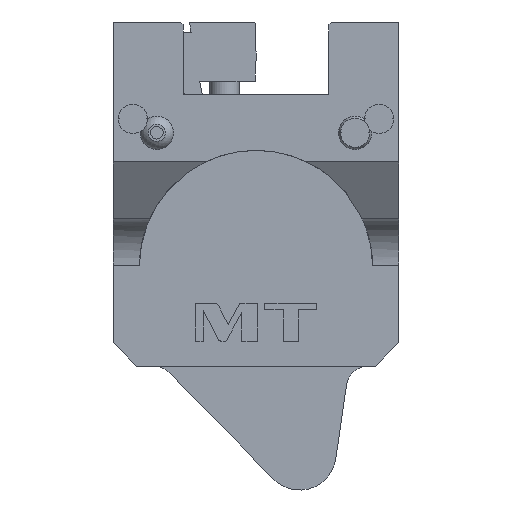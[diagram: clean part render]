
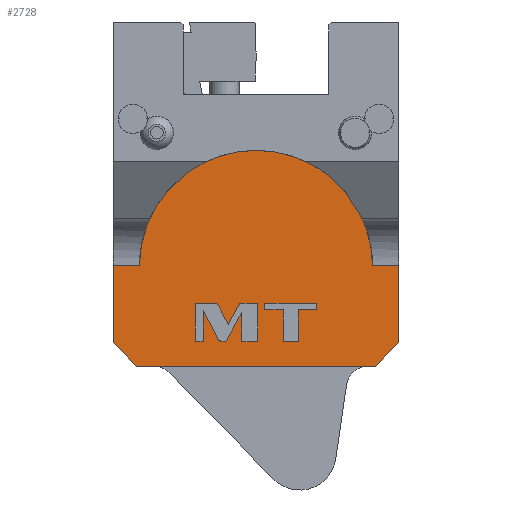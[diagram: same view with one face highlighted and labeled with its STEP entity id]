
A CAD part, left-side view. The second image highlights one B-rep face of the part: STEP entity #2728.
In plain terms, the highlighted planar face has unit normal (-1, 0, 0).
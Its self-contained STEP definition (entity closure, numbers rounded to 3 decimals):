
#77=CARTESIAN_POINT('',(-35.,0.,-6.));
#78=DIRECTION('',(-1.,0.,0.));
#79=DIRECTION('',(0.,-1.,0.014));
#80=AXIS2_PLACEMENT_3D('',#77,#78,#79);
#87=DIRECTION('',(0.,-1.,0.));
#88=VECTOR('',#87,9.004);
#89=CARTESIAN_POINT('',(-35.,49.,-5.437));
#90=LINE('',#89,#88);
#91=DIRECTION('',(0.,-1.,0.));
#92=VECTOR('',#91,9.004);
#93=CARTESIAN_POINT('',(-35.,-39.996,-5.437));
#94=LINE('',#93,#92);
#95=DIRECTION('',(0.,-0.707,0.707));
#96=VECTOR('',#95,11.314);
#97=CARTESIAN_POINT('',(-35.,-41.,-40.));
#98=LINE('',#97,#96);
#99=DIRECTION('',(0.,-0.707,-0.707));
#100=VECTOR('',#99,11.314);
#101=CARTESIAN_POINT('',(-35.,49.,-32.));
#102=LINE('',#101,#100);
#103=CARTESIAN_POINT('',(-35.,12.852,-19.346));
#104=CARTESIAN_POINT('',(-35.,13.122,-18.824));
#105=CARTESIAN_POINT('',(-35.,13.655,-18.5));
#106=CARTESIAN_POINT('',(-35.,14.242,-18.5));
#108=DIRECTION('',(0.,1.,0.));
#109=VECTOR('',#108,6.535);
#110=CARTESIAN_POINT('',(-35.,14.242,-18.5));
#111=LINE('',#110,#109);
#112=DIRECTION('',(0.,0.,-1.));
#113=VECTOR('',#112,13.);
#114=CARTESIAN_POINT('',(-35.,20.777,-18.5));
#115=LINE('',#114,#113);
#116=DIRECTION('',(0.,-1.,0.));
#117=VECTOR('',#116,2.704);
#118=CARTESIAN_POINT('',(-35.,20.777,-31.5));
#119=LINE('',#118,#117);
#120=DIRECTION('',(0.,0.,1.));
#121=VECTOR('',#120,10.531);
#122=CARTESIAN_POINT('',(-35.,18.073,-31.5));
#123=LINE('',#122,#121);
#124=DIRECTION('',(0.,-0.459,-0.888));
#125=VECTOR('',#124,10.903);
#126=CARTESIAN_POINT('',(-35.,18.073,-20.969));
#127=LINE('',#126,#125);
#128=CARTESIAN_POINT('',(-35.,13.065,-30.654));
#129=CARTESIAN_POINT('',(-35.,12.795,-31.177));
#130=CARTESIAN_POINT('',(-35.,12.261,-31.5));
#131=CARTESIAN_POINT('',(-35.,11.673,-31.5));
#133=DIRECTION('',(0.,-1.,0.));
#134=VECTOR('',#133,1.356);
#135=CARTESIAN_POINT('',(-35.,11.673,-31.5));
#136=LINE('',#135,#134);
#137=DIRECTION('',(0.,-0.481,0.877));
#138=VECTOR('',#137,11.28);
#139=CARTESIAN_POINT('',(-35.,10.317,-31.5));
#140=LINE('',#139,#138);
#141=DIRECTION('',(0.,0.,-1.));
#142=VECTOR('',#141,9.888);
#143=CARTESIAN_POINT('',(-35.,4.889,-21.612));
#144=LINE('',#143,#142);
#145=DIRECTION('',(0.,-1.,0.));
#146=VECTOR('',#145,5.47);
#147=CARTESIAN_POINT('',(-35.,4.889,-31.5));
#148=LINE('',#147,#146);
#149=DIRECTION('',(0.,0.,1.));
#150=VECTOR('',#149,13.);
#151=CARTESIAN_POINT('',(-35.,-0.581,-31.5));
#152=LINE('',#151,#150);
#153=DIRECTION('',(0.,1.,0.));
#154=VECTOR('',#153,6.167);
#155=CARTESIAN_POINT('',(-35.,-0.581,-18.5));
#156=LINE('',#155,#154);
#157=DIRECTION('',(0.,0.481,-0.877));
#158=VECTOR('',#157,8.244);
#159=CARTESIAN_POINT('',(-35.,5.586,-18.5));
#160=LINE('',#159,#158);
#161=DIRECTION('',(0.,0.459,0.888));
#162=VECTOR('',#161,7.183);
#163=CARTESIAN_POINT('',(-35.,9.553,-25.727));
#164=LINE('',#163,#162);
#165=DIRECTION('',(0.,0.,-1.));
#166=VECTOR('',#165,10.786);
#167=CARTESIAN_POINT('',(-35.,-9.323,-20.714));
#168=LINE('',#167,#166);
#169=DIRECTION('',(0.,-1.,0.));
#170=VECTOR('',#169,5.15);
#171=CARTESIAN_POINT('',(-35.,-9.323,-31.5));
#172=LINE('',#171,#170);
#173=DIRECTION('',(0.,0.,1.));
#174=VECTOR('',#173,10.786);
#175=CARTESIAN_POINT('',(-35.,-14.473,-31.5));
#176=LINE('',#175,#174);
#177=DIRECTION('',(0.,-1.,0.));
#178=VECTOR('',#177,6.302);
#179=CARTESIAN_POINT('',(-35.,-14.473,-20.714));
#180=LINE('',#179,#178);
#181=DIRECTION('',(0.,0.,1.));
#182=VECTOR('',#181,2.214);
#183=CARTESIAN_POINT('',(-35.,-20.775,-20.714));
#184=LINE('',#183,#182);
#185=DIRECTION('',(0.,1.,0.));
#186=VECTOR('',#185,17.754);
#187=CARTESIAN_POINT('',(-35.,-20.775,-18.5));
#188=LINE('',#187,#186);
#189=DIRECTION('',(0.,0.,-1.));
#190=VECTOR('',#189,2.214);
#191=CARTESIAN_POINT('',(-35.,-3.021,-18.5));
#192=LINE('',#191,#190);
#193=DIRECTION('',(0.,-1.,0.));
#194=VECTOR('',#193,6.302);
#195=CARTESIAN_POINT('',(-35.,-3.021,-20.714));
#196=LINE('',#195,#194);
#197=CARTESIAN_POINT('',(-35.,39.996,-5.437));
#247=DIRECTION('',(0.,0.,1.));
#248=VECTOR('',#247,26.563);
#249=CARTESIAN_POINT('',(-35.,49.,-32.));
#250=LINE('',#249,#248);
#376=DIRECTION('',(0.,-1.,0.));
#377=VECTOR('',#376,82.);
#378=CARTESIAN_POINT('',(-35.,41.,-40.));
#379=LINE('',#378,#377);
#431=DIRECTION('',(0.,0.,1.));
#432=VECTOR('',#431,26.563);
#433=CARTESIAN_POINT('',(-35.,-49.,-32.));
#434=LINE('',#433,#432);
#470=CARTESIAN_POINT('',(-35.,-39.996,-5.437));
#2132=CARTESIAN_POINT('',(-35.,49.,-5.437));
#2133=VERTEX_POINT('',#2132);
#2134=CARTESIAN_POINT('',(-35.,-49.,-5.437));
#2135=VERTEX_POINT('',#2134);
#2140=CARTESIAN_POINT('',(-35.,-41.,-40.));
#2141=VERTEX_POINT('',#2140);
#2142=CARTESIAN_POINT('',(-35.,-49.,-32.));
#2143=VERTEX_POINT('',#2142);
#2148=CARTESIAN_POINT('',(-35.,49.,-32.));
#2149=VERTEX_POINT('',#2148);
#2150=CARTESIAN_POINT('',(-35.,41.,-40.));
#2151=VERTEX_POINT('',#2150);
#2172=VERTEX_POINT('',#470);
#2173=VERTEX_POINT('',#197);
#2538=VERTEX_POINT('',#103);
#2539=VERTEX_POINT('',#106);
#2540=CARTESIAN_POINT('',(-35.,20.777,-18.5));
#2541=VERTEX_POINT('',#2540);
#2542=CARTESIAN_POINT('',(-35.,20.777,-31.5));
#2543=VERTEX_POINT('',#2542);
#2544=CARTESIAN_POINT('',(-35.,18.073,-31.5));
#2545=VERTEX_POINT('',#2544);
#2546=CARTESIAN_POINT('',(-35.,18.073,-20.969));
#2547=VERTEX_POINT('',#2546);
#2548=CARTESIAN_POINT('',(-35.,13.065,-30.654));
#2549=VERTEX_POINT('',#2548);
#2550=VERTEX_POINT('',#131);
#2551=CARTESIAN_POINT('',(-35.,10.317,-31.5));
#2552=VERTEX_POINT('',#2551);
#2553=CARTESIAN_POINT('',(-35.,4.889,-21.612));
#2554=VERTEX_POINT('',#2553);
#2555=CARTESIAN_POINT('',(-35.,4.889,-31.5));
#2556=VERTEX_POINT('',#2555);
#2557=CARTESIAN_POINT('',(-35.,-0.581,-31.5));
#2558=VERTEX_POINT('',#2557);
#2559=CARTESIAN_POINT('',(-35.,-0.581,-18.5));
#2560=VERTEX_POINT('',#2559);
#2561=CARTESIAN_POINT('',(-35.,5.586,-18.5));
#2562=VERTEX_POINT('',#2561);
#2563=CARTESIAN_POINT('',(-35.,9.553,-25.727));
#2564=VERTEX_POINT('',#2563);
#2565=CARTESIAN_POINT('',(-35.,-9.323,-20.714));
#2566=CARTESIAN_POINT('',(-35.,-9.323,-31.5));
#2567=VERTEX_POINT('',#2565);
#2568=VERTEX_POINT('',#2566);
#2569=CARTESIAN_POINT('',(-35.,-14.473,-31.5));
#2570=VERTEX_POINT('',#2569);
#2571=CARTESIAN_POINT('',(-35.,-14.473,-20.714));
#2572=VERTEX_POINT('',#2571);
#2573=CARTESIAN_POINT('',(-35.,-20.775,-20.714));
#2574=VERTEX_POINT('',#2573);
#2575=CARTESIAN_POINT('',(-35.,-20.775,-18.5));
#2576=VERTEX_POINT('',#2575);
#2577=CARTESIAN_POINT('',(-35.,-3.021,-18.5));
#2578=VERTEX_POINT('',#2577);
#2579=CARTESIAN_POINT('',(-35.,-3.021,-20.714));
#2580=VERTEX_POINT('',#2579);
#2656=CARTESIAN_POINT('',(-35.,58.8,7.224));
#2657=DIRECTION('',(1.,0.,0.));
#2658=DIRECTION('',(0.,0.,-1.));
#2659=AXIS2_PLACEMENT_3D('',#2656,#2657,#2658);
#2660=PLANE('',#2659);
#2662=ORIENTED_EDGE('',*,*,#2661,.T.);
#2663=ORIENTED_EDGE('',*,*,#2642,.F.);
#2665=ORIENTED_EDGE('',*,*,#2664,.T.);
#2667=ORIENTED_EDGE('',*,*,#2666,.F.);
#2669=ORIENTED_EDGE('',*,*,#2668,.F.);
#2671=ORIENTED_EDGE('',*,*,#2670,.F.);
#2673=ORIENTED_EDGE('',*,*,#2672,.F.);
#2675=ORIENTED_EDGE('',*,*,#2674,.T.);
#2676=EDGE_LOOP('',(#2662,#2663,#2665,#2667,#2669,#2671,#2673,#2675));
#2677=FACE_OUTER_BOUND('',#2676,.F.);
#2679=ORIENTED_EDGE('',*,*,#2678,.T.);
#2681=ORIENTED_EDGE('',*,*,#2680,.T.);
#2683=ORIENTED_EDGE('',*,*,#2682,.T.);
#2685=ORIENTED_EDGE('',*,*,#2684,.T.);
#2687=ORIENTED_EDGE('',*,*,#2686,.T.);
#2689=ORIENTED_EDGE('',*,*,#2688,.T.);
#2691=ORIENTED_EDGE('',*,*,#2690,.T.);
#2693=ORIENTED_EDGE('',*,*,#2692,.T.);
#2695=ORIENTED_EDGE('',*,*,#2694,.T.);
#2697=ORIENTED_EDGE('',*,*,#2696,.T.);
#2699=ORIENTED_EDGE('',*,*,#2698,.T.);
#2701=ORIENTED_EDGE('',*,*,#2700,.T.);
#2703=ORIENTED_EDGE('',*,*,#2702,.T.);
#2705=ORIENTED_EDGE('',*,*,#2704,.T.);
#2707=ORIENTED_EDGE('',*,*,#2706,.T.);
#2708=EDGE_LOOP('',(#2679,#2681,#2683,#2685,#2687,#2689,#2691,#2693,#2695,#2697,
#2699,#2701,#2703,#2705,#2707));
#2709=FACE_BOUND('',#2708,.F.);
#2711=ORIENTED_EDGE('',*,*,#2710,.T.);
#2713=ORIENTED_EDGE('',*,*,#2712,.T.);
#2715=ORIENTED_EDGE('',*,*,#2714,.T.);
#2717=ORIENTED_EDGE('',*,*,#2716,.T.);
#2719=ORIENTED_EDGE('',*,*,#2718,.T.);
#2721=ORIENTED_EDGE('',*,*,#2720,.T.);
#2723=ORIENTED_EDGE('',*,*,#2722,.T.);
#2725=ORIENTED_EDGE('',*,*,#2724,.T.);
#2726=EDGE_LOOP('',(#2711,#2713,#2715,#2717,#2719,#2721,#2723,#2725));
#2727=FACE_BOUND('',#2726,.F.);
#2728=ADVANCED_FACE('',(#2677,#2709,#2727),#2660,.F.);
#81=CIRCLE('',#80,40.);
#107=B_SPLINE_CURVE_WITH_KNOTS('',3,(#103,#104,#105,#106),.UNSPECIFIED.,.F.,.F.,
(4,4),(0.,1.),.UNSPECIFIED.);
#132=B_SPLINE_CURVE_WITH_KNOTS('',3,(#128,#129,#130,#131),.UNSPECIFIED.,.F.,.F.,
(4,4),(0.,1.),.UNSPECIFIED.);
#2642=EDGE_CURVE('',#2172,#2173,#81,.T.);
#2661=EDGE_CURVE('',#2133,#2173,#90,.T.);
#2664=EDGE_CURVE('',#2172,#2135,#94,.T.);
#2666=EDGE_CURVE('',#2143,#2135,#434,.T.);
#2668=EDGE_CURVE('',#2141,#2143,#98,.T.);
#2670=EDGE_CURVE('',#2151,#2141,#379,.T.);
#2672=EDGE_CURVE('',#2149,#2151,#102,.T.);
#2674=EDGE_CURVE('',#2149,#2133,#250,.T.);
#2678=EDGE_CURVE('',#2538,#2539,#107,.T.);
#2680=EDGE_CURVE('',#2539,#2541,#111,.T.);
#2682=EDGE_CURVE('',#2541,#2543,#115,.T.);
#2684=EDGE_CURVE('',#2543,#2545,#119,.T.);
#2686=EDGE_CURVE('',#2545,#2547,#123,.T.);
#2688=EDGE_CURVE('',#2547,#2549,#127,.T.);
#2690=EDGE_CURVE('',#2549,#2550,#132,.T.);
#2692=EDGE_CURVE('',#2550,#2552,#136,.T.);
#2694=EDGE_CURVE('',#2552,#2554,#140,.T.);
#2696=EDGE_CURVE('',#2554,#2556,#144,.T.);
#2698=EDGE_CURVE('',#2556,#2558,#148,.T.);
#2700=EDGE_CURVE('',#2558,#2560,#152,.T.);
#2702=EDGE_CURVE('',#2560,#2562,#156,.T.);
#2704=EDGE_CURVE('',#2562,#2564,#160,.T.);
#2706=EDGE_CURVE('',#2564,#2538,#164,.T.);
#2710=EDGE_CURVE('',#2567,#2568,#168,.T.);
#2712=EDGE_CURVE('',#2568,#2570,#172,.T.);
#2714=EDGE_CURVE('',#2570,#2572,#176,.T.);
#2716=EDGE_CURVE('',#2572,#2574,#180,.T.);
#2718=EDGE_CURVE('',#2574,#2576,#184,.T.);
#2720=EDGE_CURVE('',#2576,#2578,#188,.T.);
#2722=EDGE_CURVE('',#2578,#2580,#192,.T.);
#2724=EDGE_CURVE('',#2580,#2567,#196,.T.);
